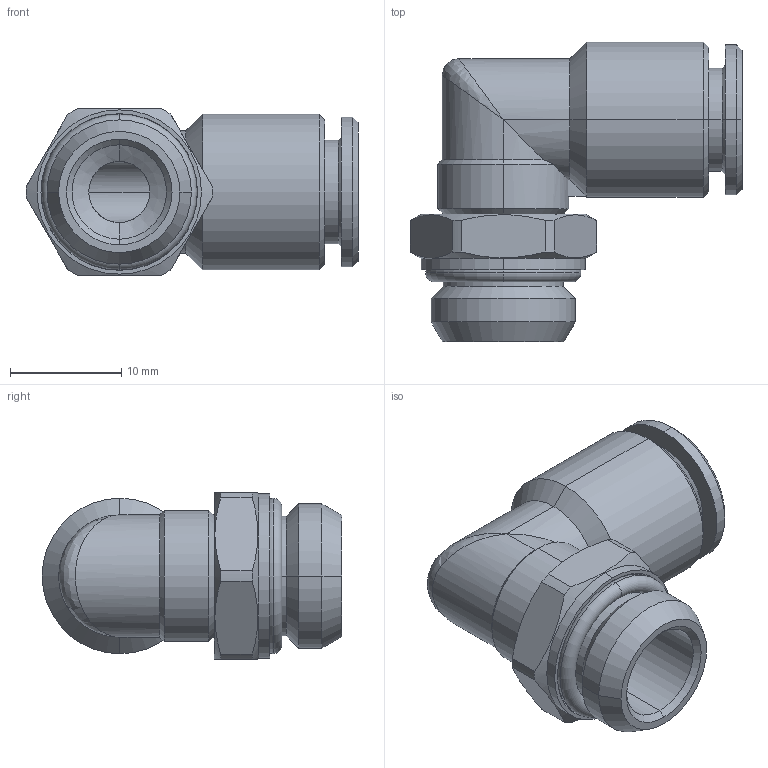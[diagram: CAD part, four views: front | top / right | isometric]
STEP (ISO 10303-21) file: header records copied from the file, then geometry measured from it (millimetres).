
FILE_DESCRIPTION (( 'STEP AP203' ), '1' );
FILE_NAME ('B0080042.STEP', '2011-03-23T10:31:48', ( '' ), ( 'sopra-pneumatic' ), 'SwSTEP 2.0', 'SolidWorks 2009', '' );
FILE_SCHEMA (( 'CONFIG_CONTROL_DESIGN' ));
Length unit declared in the file: millimetre
Products named in the file (1): B0080042
Bounding box: 29.9 x 27 x 15 mm (x, y, z)
Volume: 3589.1 mm3; surface area: 3384.5 mm2
Topology: 2 solids, 4 shells, 101 faces, 227 edges, 136 vertices
Faces by surface type: cylinder 40, cone 31, plane 25, torus 4, bspline 1
Entity records: 3506 total; most frequent: CARTESIAN_POINT 1188, DIRECTION 492, ORIENTED_EDGE 450, EDGE_CURVE 225, AXIS2_PLACEMENT_3D 199, VERTEX_POINT 136, EDGE_LOOP 109, FACE_OUTER_BOUND 101
